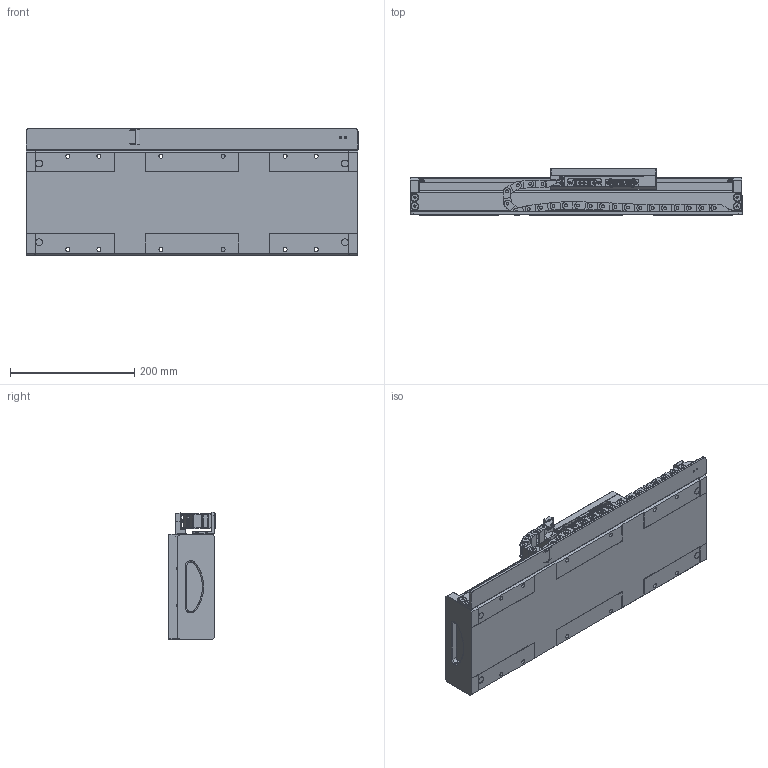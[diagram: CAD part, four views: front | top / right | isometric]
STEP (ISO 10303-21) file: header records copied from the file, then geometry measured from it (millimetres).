
FILE_DESCRIPTION (( 'STEP AP214' ), '1' );
FILE_NAME ('526670.STEP', '2022-04-14T09:36:13', ( '' ), ( '' ), 'SwSTEP 2.0', 'SolidWorks 2020', '' );
FILE_SCHEMA (( 'AUTOMOTIVE_DESIGN' ));
Length unit declared in the file: millimetre
Products named in the file (1): 526670
Bounding box: 535 x 76.21 x 205 mm (x, y, z)
Surface area: 455721.7 mm2 (no closed solid volume)
Topology: 0 solids, 44 shells, 3271 faces, 8178 edges, 4975 vertices
Faces by surface type: plane 1409, cylinder 1155, torus 247, cone 197, sphere 154, bspline 109
Entity records: 138331 total; most frequent: CARTESIAN_POINT 77586, ORIENTED_EDGE 15825, EDGE_CURVE 7931, B_SPLINE_CURVE_WITH_KNOTS 7729, DIRECTION 6572, VERTEX_POINT 4917, EDGE_LOOP 3674, AXIS2_PLACEMENT_3D 3286
